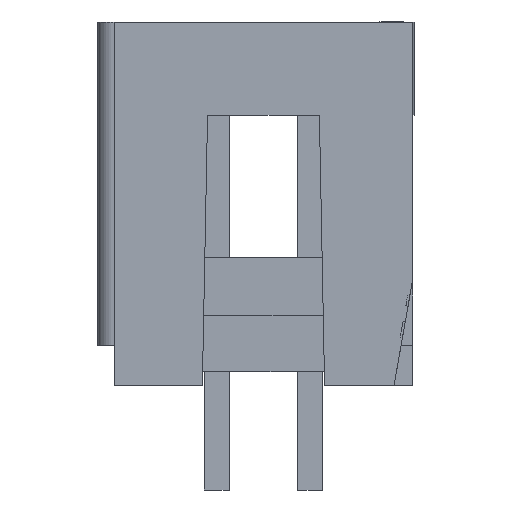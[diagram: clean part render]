
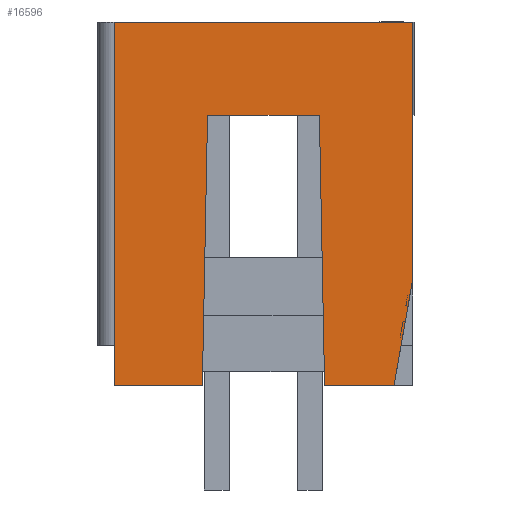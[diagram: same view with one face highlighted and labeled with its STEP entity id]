
A CAD part, left-side view. The second image highlights one B-rep face of the part: STEP entity #16596.
In plain terms, the highlighted planar face has unit normal (-1, 0, 0).
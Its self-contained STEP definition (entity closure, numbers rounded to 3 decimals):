
#15670=CARTESIAN_POINT('',(-29.058,4.064,9.911));
#15671=VERTEX_POINT('',#15670);
#15678=CARTESIAN_POINT('',(-29.058,-4.064,9.911));
#15679=VERTEX_POINT('',#15678);
#15680=CARTESIAN_POINT('',(-29.058,4.064,9.911));
#15681=DIRECTION('',(0.0,-1.0,0.0));
#15682=VECTOR('',#15681,8.128);
#15683=LINE('',#15680,#15682);
#15684=EDGE_CURVE('',#15671,#15679,#15683,.T.);
#15780=CARTESIAN_POINT('',(-29.058,-1.524,7.371));
#15781=VERTEX_POINT('',#15780);
#15788=CARTESIAN_POINT('',(-29.058,1.524,7.371));
#15789=VERTEX_POINT('',#15788);
#15790=CARTESIAN_POINT('',(-29.058,1.524,7.371));
#15791=DIRECTION('',(0.0,-1.0,0.0));
#15792=VECTOR('',#15791,3.048);
#15793=LINE('',#15790,#15792);
#15794=EDGE_CURVE('',#15789,#15781,#15793,.T.);
#16183=CARTESIAN_POINT('',(-29.058,-1.665,0.005));
#16184=VERTEX_POINT('',#16183);
#16191=CARTESIAN_POINT('',(-29.058,-1.665,0.005));
#16192=DIRECTION('',(0.0,0.019,1.));
#16193=VECTOR('',#16192,7.367);
#16194=LINE('',#16191,#16193);
#16195=EDGE_CURVE('',#16184,#15781,#16194,.T.);
#16304=CARTESIAN_POINT('',(-29.058,1.665,0.005));
#16305=VERTEX_POINT('',#16304);
#16306=CARTESIAN_POINT('',(-29.058,1.665,0.005));
#16307=DIRECTION('',(0.0,-0.019,1.));
#16308=VECTOR('',#16307,7.367);
#16309=LINE('',#16306,#16308);
#16310=EDGE_CURVE('',#16305,#15789,#16309,.T.);
#16528=CARTESIAN_POINT('',(-29.058,4.064,0.005));
#16529=VERTEX_POINT('',#16528);
#16536=CARTESIAN_POINT('',(-29.058,4.064,9.911));
#16537=DIRECTION('',(0.0,0.0,-1.0));
#16538=VECTOR('',#16537,9.906);
#16539=LINE('',#16536,#16538);
#16540=EDGE_CURVE('',#15671,#16529,#16539,.T.);
#16556=CARTESIAN_POINT('',(-29.058,4.47,-0.49));
#16557=DIRECTION('',(-1.0,0.0,0.0));
#16558=DIRECTION('',(0.0,0.0,1.0));
#16559=AXIS2_PLACEMENT_3D('',#16556,#16557,#16558);
#16560=PLANE('',#16559);
#16561=ORIENTED_EDGE('',*,*,#16195,.F.);
#16562=CARTESIAN_POINT('',(-29.058,-3.556,0.005));
#16563=VERTEX_POINT('',#16562);
#16564=CARTESIAN_POINT('',(-29.058,-1.665,0.005));
#16565=DIRECTION('',(0.0,-1.0,0.0));
#16566=VECTOR('',#16565,1.891);
#16567=LINE('',#16564,#16566);
#16568=EDGE_CURVE('',#16184,#16563,#16567,.T.);
#16569=ORIENTED_EDGE('',*,*,#16568,.T.);
#16570=CARTESIAN_POINT('',(-29.058,-4.064,2.886));
#16571=VERTEX_POINT('',#16570);
#16572=CARTESIAN_POINT('',(-29.058,-4.064,2.886));
#16573=DIRECTION('',(0.0,0.174,-0.985));
#16574=VECTOR('',#16573,2.925);
#16575=LINE('',#16572,#16574);
#16576=EDGE_CURVE('',#16571,#16563,#16575,.T.);
#16577=ORIENTED_EDGE('',*,*,#16576,.F.);
#16578=CARTESIAN_POINT('',(-29.058,-4.064,2.886));
#16579=DIRECTION('',(0.0,0.0,1.0));
#16580=VECTOR('',#16579,7.025);
#16581=LINE('',#16578,#16580);
#16582=EDGE_CURVE('',#16571,#15679,#16581,.T.);
#16583=ORIENTED_EDGE('',*,*,#16582,.T.);
#16584=ORIENTED_EDGE('',*,*,#15684,.F.);
#16585=ORIENTED_EDGE('',*,*,#16540,.T.);
#16586=CARTESIAN_POINT('',(-29.058,4.064,0.005));
#16587=DIRECTION('',(0.0,-1.0,0.0));
#16588=VECTOR('',#16587,2.399);
#16589=LINE('',#16586,#16588);
#16590=EDGE_CURVE('',#16529,#16305,#16589,.T.);
#16591=ORIENTED_EDGE('',*,*,#16590,.T.);
#16592=ORIENTED_EDGE('',*,*,#16310,.T.);
#16593=ORIENTED_EDGE('',*,*,#15794,.T.);
#16594=EDGE_LOOP('',(#16561,#16569,#16577,#16583,#16584,#16585,#16591,#16592,#16593));
#16595=FACE_OUTER_BOUND('',#16594,.T.);
#16596=ADVANCED_FACE('',(#16595),#16560,.T.);
